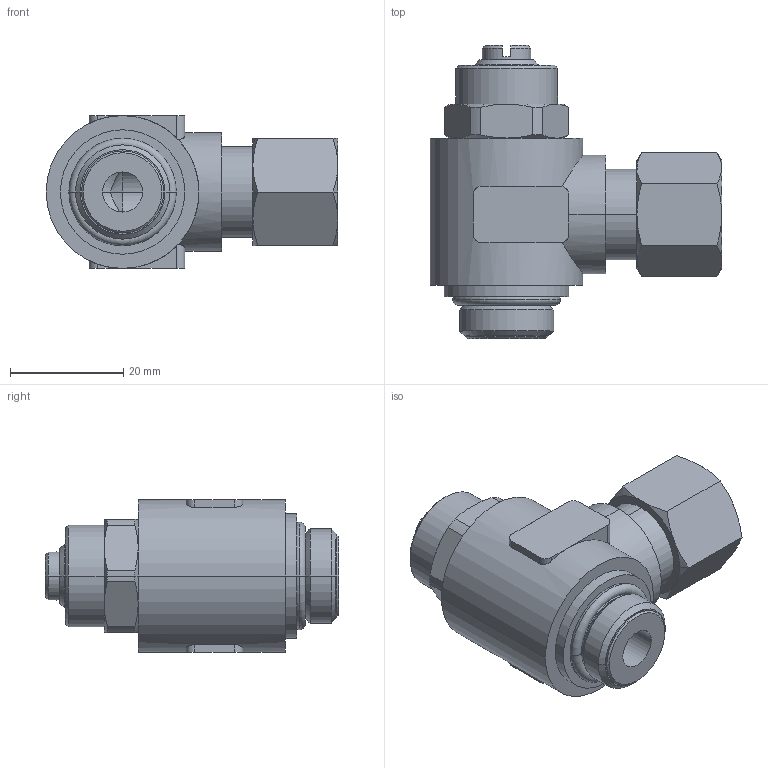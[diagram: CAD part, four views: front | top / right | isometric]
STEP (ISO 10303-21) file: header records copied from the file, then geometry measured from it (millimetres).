
FILE_DESCRIPTION(('STEP AP214'),'1');
FILE_NAME('7160_10_17.stp','2016-07-07T14:53:27',('TraceParts'),('TraceParts S.A.'),'Spatial InterOp 3D',' ',' ');
FILE_SCHEMA(('automotive_design'));
Length unit declared in the file: millimetre
Products named in the file (1): 1
Bounding box: 51.54 x 51.81 x 27 mm (x, y, z)
Volume: 25706.3 mm3; surface area: 8419.6 mm2
Topology: 1 solids, 1 shells, 144 faces, 342 edges, 211 vertices
Faces by surface type: cone 52, plane 44, cylinder 38, torus 10
Entity records: 4574 total; most frequent: CARTESIAN_POINT 1292, DIRECTION 721, ORIENTED_EDGE 684, EDGE_CURVE 342, AXIS2_PLACEMENT_3D 308, VERTEX_POINT 211, CIRCLE 163, EDGE_LOOP 157
